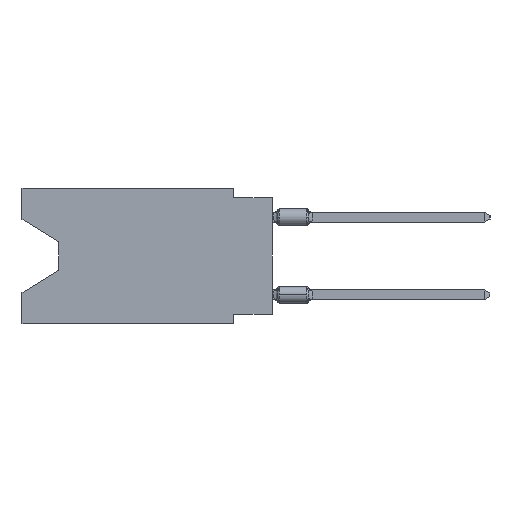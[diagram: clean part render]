
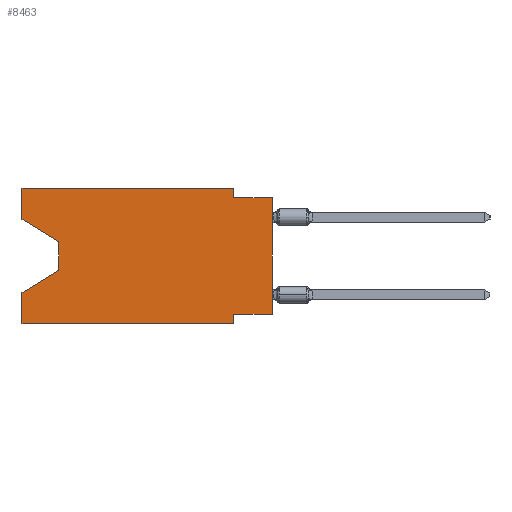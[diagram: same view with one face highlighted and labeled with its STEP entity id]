
A CAD part, left-side view. The second image highlights one B-rep face of the part: STEP entity #8463.
In plain terms, the highlighted planar face has unit normal (-1, 0, 0).
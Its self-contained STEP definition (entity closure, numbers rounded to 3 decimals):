
#532 = EDGE_CURVE ( 'NONE', #17708, #7890, #26543, .T. ) ;
#1512 = CARTESIAN_POINT ( 'NONE',  ( 0., 2.54, -0.635 ) ) ;
#1551 = VECTOR ( 'NONE', #15361, 1000. ) ;
#1769 = VERTEX_POINT ( 'NONE', #31566 ) ;
#2271 = CARTESIAN_POINT ( 'NONE',  ( 0., 2.54, -8.255 ) ) ;
#2757 = EDGE_CURVE ( 'NONE', #17708, #30046, #29058, .T. ) ;
#2765 = ORIENTED_EDGE ( 'NONE', *, *, #21811, .F. ) ;
#2893 = EDGE_CURVE ( 'NONE', #4396, #4173, #15030, .T. ) ;
#4173 = VERTEX_POINT ( 'NONE', #22704 ) ;
#4190 = CARTESIAN_POINT ( 'NONE',  ( 0., 2.54, 0. ) ) ;
#4396 = VERTEX_POINT ( 'NONE', #8518 ) ;
#4581 = CARTESIAN_POINT ( 'NONE',  ( 0., 16.383, -8.89 ) ) ;
#4602 = DIRECTION ( 'NONE',  ( 0., 0.855, -0.519 ) ) ;
#4961 = CARTESIAN_POINT ( 'NONE',  ( 0., 0., -8.255 ) ) ;
#5099 = EDGE_CURVE ( 'NONE', #14849, #7890, #22299, .T. ) ;
#5122 = ORIENTED_EDGE ( 'NONE', *, *, #2757, .F. ) ;
#5219 = EDGE_CURVE ( 'NONE', #27932, #28648, #20626, .T. ) ;
#5235 = PLANE ( 'NONE',  #15304 ) ;
#5385 = FACE_OUTER_BOUND ( 'NONE', #28548, .T. ) ;
#5549 = DIRECTION ( 'NONE',  ( 0., 0., -1. ) ) ;
#5952 = EDGE_CURVE ( 'NONE', #28648, #30046, #19738, .T. ) ;
#6177 = EDGE_CURVE ( 'NONE', #20218, #18834, #26425, .T. ) ;
#6706 = VECTOR ( 'NONE', #8799, 1000. ) ;
#6739 = VERTEX_POINT ( 'NONE', #4961 ) ;
#6943 = DIRECTION ( 'NONE',  ( 0., -0.855, -0.519 ) ) ;
#7890 = VERTEX_POINT ( 'NONE', #16312 ) ;
#8463 = ADVANCED_FACE ( 'NONE', ( #5385 ), #5235, .F. ) ;
#8518 = CARTESIAN_POINT ( 'NONE',  ( 0., 16.383, -2.038 ) ) ;
#8799 = DIRECTION ( 'NONE',  ( 0., 0., 1. ) ) ;
#8807 = VECTOR ( 'NONE', #19814, 1000. ) ;
#9060 = DIRECTION ( 'NONE',  ( 0., 1., 0. ) ) ;
#9110 = CARTESIAN_POINT ( 'NONE',  ( 0., 16.383, 0. ) ) ;
#9172 = EDGE_CURVE ( 'NONE', #18834, #1769, #10398, .T. ) ;
#9260 = CARTESIAN_POINT ( 'NONE',  ( 0., 2.54, 0. ) ) ;
#9397 = ORIENTED_EDGE ( 'NONE', *, *, #5219, .T. ) ;
#10398 = LINE ( 'NONE', #25536, #28477 ) ;
#11041 = VECTOR ( 'NONE', #32386, 1000. ) ;
#11853 = ORIENTED_EDGE ( 'NONE', *, *, #9172, .F. ) ;
#12476 = LINE ( 'NONE', #24980, #12912 ) ;
#12912 = VECTOR ( 'NONE', #22513, 1000. ) ;
#12979 = DIRECTION ( 'NONE',  ( 1., 0., 0. ) ) ;
#13692 = CARTESIAN_POINT ( 'NONE',  ( 0., 16.383, -8.89 ) ) ;
#13928 = CARTESIAN_POINT ( 'NONE',  ( 0., 13.97, -3.505 ) ) ;
#14229 = DIRECTION ( 'NONE',  ( 0., 0., -1. ) ) ;
#14318 = LINE ( 'NONE', #21923, #29836 ) ;
#14849 = VERTEX_POINT ( 'NONE', #2271 ) ;
#15030 = LINE ( 'NONE', #17181, #8807 ) ;
#15291 = VECTOR ( 'NONE', #14229, 1000. ) ;
#15304 = AXIS2_PLACEMENT_3D ( 'NONE', #18071, #12979, #5549 ) ;
#15361 = DIRECTION ( 'NONE',  ( 0., 0., -1. ) ) ;
#15391 = ORIENTED_EDGE ( 'NONE', *, *, #532, .T. ) ;
#15538 = ORIENTED_EDGE ( 'NONE', *, *, #5099, .F. ) ;
#15667 = ORIENTED_EDGE ( 'NONE', *, *, #6177, .F. ) ;
#16312 = CARTESIAN_POINT ( 'NONE',  ( 0., 2.54, -8.89 ) ) ;
#16322 = DIRECTION ( 'NONE',  ( 0., -1., 0. ) ) ;
#17181 = CARTESIAN_POINT ( 'NONE',  ( 0., 16.383, 0. ) ) ;
#17708 = VERTEX_POINT ( 'NONE', #4581 ) ;
#18071 = CARTESIAN_POINT ( 'NONE',  ( 0., 16.383, 0. ) ) ;
#18503 = ORIENTED_EDGE ( 'NONE', *, *, #5952, .T. ) ;
#18834 = VERTEX_POINT ( 'NONE', #1512 ) ;
#18976 = LINE ( 'NONE', #20801, #29840 ) ;
#19306 = CARTESIAN_POINT ( 'NONE',  ( 0., 16.383, -2.038 ) ) ;
#19738 = LINE ( 'NONE', #30139, #31075 ) ;
#19740 = ORIENTED_EDGE ( 'NONE', *, *, #20105, .T. ) ;
#19814 = DIRECTION ( 'NONE',  ( 0., 0., 1. ) ) ;
#20105 = EDGE_CURVE ( 'NONE', #4396, #27932, #27385, .T. ) ;
#20218 = VERTEX_POINT ( 'NONE', #9260 ) ;
#20482 = VECTOR ( 'NONE', #6943, 1000. ) ;
#20626 = LINE ( 'NONE', #20788, #1551 ) ;
#20788 = CARTESIAN_POINT ( 'NONE',  ( 0., 13.97, -3.505 ) ) ;
#20801 = CARTESIAN_POINT ( 'NONE',  ( 0., 16.383, 0. ) ) ;
#20971 = DIRECTION ( 'NONE',  ( 0., -1., 0. ) ) ;
#21811 = EDGE_CURVE ( 'NONE', #4173, #20218, #18976, .T. ) ;
#21923 = CARTESIAN_POINT ( 'NONE',  ( 0., 0., -8.255 ) ) ;
#22299 = LINE ( 'NONE', #27085, #11041 ) ;
#22513 = DIRECTION ( 'NONE',  ( 0., 0., 1. ) ) ;
#22704 = CARTESIAN_POINT ( 'NONE',  ( 0., 16.383, 0. ) ) ;
#22712 = ORIENTED_EDGE ( 'NONE', *, *, #2893, .F. ) ;
#23429 = EDGE_CURVE ( 'NONE', #6739, #14849, #14318, .T. ) ;
#24980 = CARTESIAN_POINT ( 'NONE',  ( 0., 0., 0. ) ) ;
#25536 = CARTESIAN_POINT ( 'NONE',  ( 0., 0., -0.635 ) ) ;
#26322 = ORIENTED_EDGE ( 'NONE', *, *, #23429, .F. ) ;
#26425 = LINE ( 'NONE', #4190, #15291 ) ;
#26543 = LINE ( 'NONE', #13692, #27679 ) ;
#27085 = CARTESIAN_POINT ( 'NONE',  ( 0., 2.54, -8.89 ) ) ;
#27385 = LINE ( 'NONE', #19306, #20482 ) ;
#27679 = VECTOR ( 'NONE', #16322, 1000. ) ;
#27932 = VERTEX_POINT ( 'NONE', #13928 ) ;
#28011 = CARTESIAN_POINT ( 'NONE',  ( 0., 13.97, -5.385 ) ) ;
#28477 = VECTOR ( 'NONE', #30514, 1000. ) ;
#28548 = EDGE_LOOP ( 'NONE', ( #19740, #9397, #18503, #5122, #15391, #15538, #26322, #31554, #11853, #15667, #2765, #22712 ) ) ;
#28648 = VERTEX_POINT ( 'NONE', #28011 ) ;
#29058 = LINE ( 'NONE', #9110, #6706 ) ;
#29172 = EDGE_CURVE ( 'NONE', #6739, #1769, #12476, .T. ) ;
#29836 = VECTOR ( 'NONE', #9060, 1000. ) ;
#29840 = VECTOR ( 'NONE', #20971, 1000. ) ;
#30046 = VERTEX_POINT ( 'NONE', #32023 ) ;
#30139 = CARTESIAN_POINT ( 'NONE',  ( 0., 13.97, -5.385 ) ) ;
#30514 = DIRECTION ( 'NONE',  ( 0., -1., 0. ) ) ;
#31075 = VECTOR ( 'NONE', #4602, 1000. ) ;
#31554 = ORIENTED_EDGE ( 'NONE', *, *, #29172, .T. ) ;
#31566 = CARTESIAN_POINT ( 'NONE',  ( 0., 0., -0.635 ) ) ;
#32023 = CARTESIAN_POINT ( 'NONE',  ( 0., 16.383, -6.852 ) ) ;
#32386 = DIRECTION ( 'NONE',  ( 0., 0., -1. ) ) ;
